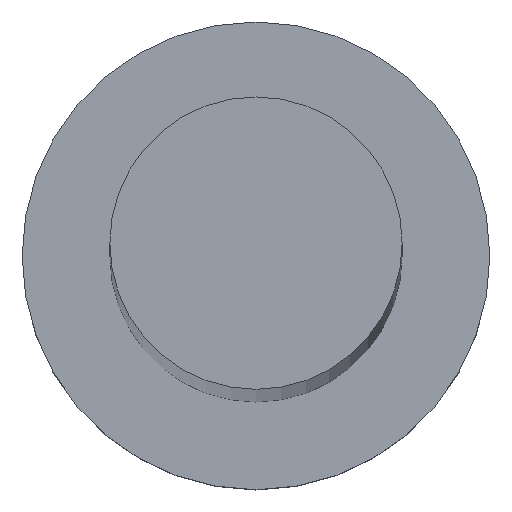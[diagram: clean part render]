
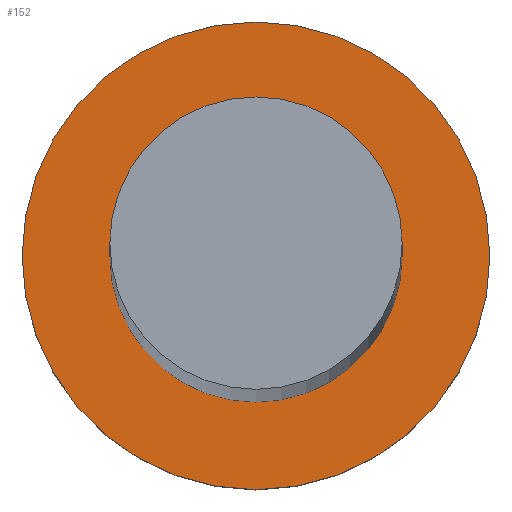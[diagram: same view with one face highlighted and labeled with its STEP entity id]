
A CAD part, top view. The second image highlights one B-rep face of the part: STEP entity #152.
In plain terms, the highlighted planar face has unit normal (0, 0, 1).
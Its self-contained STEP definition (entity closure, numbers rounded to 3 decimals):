
#3 = FACE_OUTER_BOUND ( 'NONE', #241, .T. ) ;
#11 = CIRCLE ( 'NONE', #201, 8. ) ;
#27 = CARTESIAN_POINT ( 'NONE',  ( 0., 0., 5. ) ) ;
#30 = CIRCLE ( 'NONE', #147, 5. ) ;
#37 = EDGE_CURVE ( 'NONE', #213, #170, #11, .T. ) ;
#55 = DIRECTION ( 'NONE',  ( 1., 0., 0. ) ) ;
#61 = DIRECTION ( 'NONE',  ( 1., 0., 0. ) ) ;
#69 = AXIS2_PLACEMENT_3D ( 'NONE', #181, #78, #55 ) ;
#70 = DIRECTION ( 'NONE',  ( 1., 0., 0. ) ) ;
#71 = DIRECTION ( 'NONE',  ( 1., 0., 0. ) ) ;
#75 = DIRECTION ( 'NONE',  ( 1., 0., 0. ) ) ;
#76 = DIRECTION ( 'NONE',  ( 0., 0., 1. ) ) ;
#77 = VERTEX_POINT ( 'NONE', #208 ) ;
#78 = DIRECTION ( 'NONE',  ( 0., 0., 1. ) ) ;
#79 = ORIENTED_EDGE ( 'NONE', *, *, #115, .F. ) ;
#99 = ORIENTED_EDGE ( 'NONE', *, *, #198, .F. ) ;
#102 = EDGE_LOOP ( 'NONE', ( #79, #99 ) ) ;
#114 = CARTESIAN_POINT ( 'NONE',  ( 0., 0., 5. ) ) ;
#115 = EDGE_CURVE ( 'NONE', #245, #77, #229, .T. ) ;
#119 = CARTESIAN_POINT ( 'NONE',  ( -8., 0., 5. ) ) ;
#120 = FACE_BOUND ( 'NONE', #102, .T. ) ;
#123 = DIRECTION ( 'NONE',  ( 0., 0., 1. ) ) ;
#136 = CARTESIAN_POINT ( 'NONE',  ( 0., 0., 5. ) ) ;
#147 = AXIS2_PLACEMENT_3D ( 'NONE', #136, #174, #70 ) ;
#152 = ADVANCED_FACE ( 'NONE', ( #120, #3 ), #202, .T. ) ;
#158 = AXIS2_PLACEMENT_3D ( 'NONE', #255, #123, #75 ) ;
#162 = DIRECTION ( 'NONE',  ( 0., 0., 1. ) ) ;
#164 = ORIENTED_EDGE ( 'NONE', *, *, #221, .T. ) ;
#166 = CIRCLE ( 'NONE', #235, 8. ) ;
#170 = VERTEX_POINT ( 'NONE', #219 ) ;
#174 = DIRECTION ( 'NONE',  ( 0., 0., 1. ) ) ;
#181 = CARTESIAN_POINT ( 'NONE',  ( 0., 0., 5. ) ) ;
#198 = EDGE_CURVE ( 'NONE', #77, #245, #30, .T. ) ;
#201 = AXIS2_PLACEMENT_3D ( 'NONE', #27, #162, #61 ) ;
#202 = PLANE ( 'NONE',  #69 ) ;
#204 = ORIENTED_EDGE ( 'NONE', *, *, #37, .T. ) ;
#208 = CARTESIAN_POINT ( 'NONE',  ( 5., 0., 5. ) ) ;
#213 = VERTEX_POINT ( 'NONE', #119 ) ;
#219 = CARTESIAN_POINT ( 'NONE',  ( 8., 0., 5. ) ) ;
#221 = EDGE_CURVE ( 'NONE', #170, #213, #166, .T. ) ;
#229 = CIRCLE ( 'NONE', #158, 5. ) ;
#234 = CARTESIAN_POINT ( 'NONE',  ( -5., 0., 5. ) ) ;
#235 = AXIS2_PLACEMENT_3D ( 'NONE', #114, #76, #71 ) ;
#241 = EDGE_LOOP ( 'NONE', ( #204, #164 ) ) ;
#245 = VERTEX_POINT ( 'NONE', #234 ) ;
#255 = CARTESIAN_POINT ( 'NONE',  ( 0., 0., 5. ) ) ;
